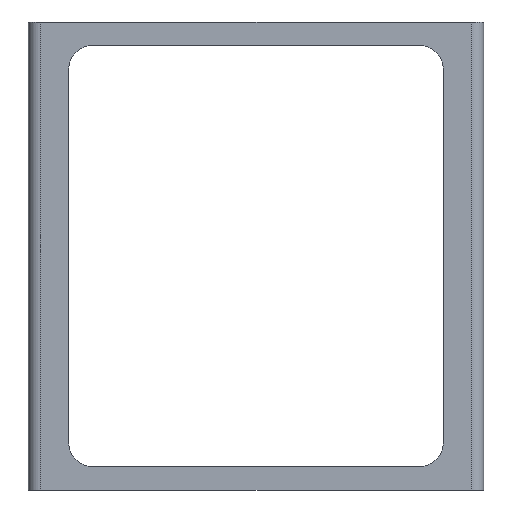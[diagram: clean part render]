
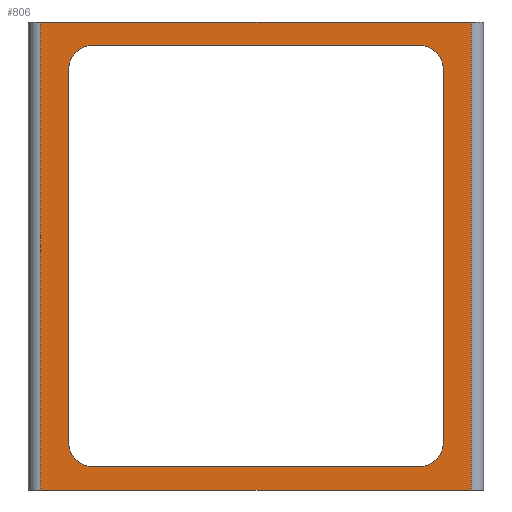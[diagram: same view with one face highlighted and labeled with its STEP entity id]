
A CAD part, left-side view. The second image highlights one B-rep face of the part: STEP entity #806.
In plain terms, the highlighted planar face has unit normal (-1, 0, 0).
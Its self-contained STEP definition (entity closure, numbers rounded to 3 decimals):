
#35=FACE_BOUND('',#165,.T.);
#56=PLANE('',#908);
#100=FACE_OUTER_BOUND('',#164,.T.);
#164=EDGE_LOOP('',(#715,#716,#717,#718));
#165=EDGE_LOOP('',(#719,#720,#721,#722,#723,#724,#725,#726));
#192=LINE('',#1243,#258);
#197=LINE('',#1257,#263);
#201=LINE('',#1269,#267);
#205=LINE('',#1281,#271);
#219=LINE('',#1333,#285);
#225=LINE('',#1354,#291);
#231=LINE('',#1371,#297);
#233=LINE('',#1374,#299);
#258=VECTOR('',#994,10.);
#263=VECTOR('',#1007,10.);
#267=VECTOR('',#1019,10.);
#271=VECTOR('',#1031,10.);
#285=VECTOR('',#1095,10.);
#291=VECTOR('',#1121,10.);
#297=VECTOR('',#1145,10.);
#299=VECTOR('',#1149,10.);
#319=CIRCLE('',#853,5.);
#321=CIRCLE('',#857,5.);
#323=CIRCLE('',#861,5.);
#325=CIRCLE('',#865,5.);
#378=VERTEX_POINT('',#1241);
#379=VERTEX_POINT('',#1242);
#382=VERTEX_POINT('',#1250);
#384=VERTEX_POINT('',#1256);
#386=VERTEX_POINT('',#1262);
#388=VERTEX_POINT('',#1268);
#390=VERTEX_POINT('',#1274);
#392=VERTEX_POINT('',#1280);
#404=VERTEX_POINT('',#1330);
#405=VERTEX_POINT('',#1332);
#409=VERTEX_POINT('',#1351);
#410=VERTEX_POINT('',#1353);
#454=EDGE_CURVE('',#378,#379,#192,.T.);
#458=EDGE_CURVE('',#382,#378,#319,.T.);
#461=EDGE_CURVE('',#384,#382,#197,.T.);
#464=EDGE_CURVE('',#386,#384,#321,.T.);
#467=EDGE_CURVE('',#388,#386,#201,.T.);
#470=EDGE_CURVE('',#390,#388,#323,.T.);
#473=EDGE_CURVE('',#392,#390,#205,.T.);
#476=EDGE_CURVE('',#379,#392,#325,.T.);
#500=EDGE_CURVE('',#405,#404,#219,.T.);
#510=EDGE_CURVE('',#410,#409,#225,.T.);
#519=EDGE_CURVE('',#409,#405,#231,.T.);
#521=EDGE_CURVE('',#404,#410,#233,.T.);
#715=ORIENTED_EDGE('',*,*,#500,.T.);
#716=ORIENTED_EDGE('',*,*,#521,.T.);
#717=ORIENTED_EDGE('',*,*,#510,.T.);
#718=ORIENTED_EDGE('',*,*,#519,.T.);
#719=ORIENTED_EDGE('',*,*,#454,.T.);
#720=ORIENTED_EDGE('',*,*,#476,.T.);
#721=ORIENTED_EDGE('',*,*,#473,.T.);
#722=ORIENTED_EDGE('',*,*,#470,.T.);
#723=ORIENTED_EDGE('',*,*,#467,.T.);
#724=ORIENTED_EDGE('',*,*,#464,.T.);
#725=ORIENTED_EDGE('',*,*,#461,.T.);
#726=ORIENTED_EDGE('',*,*,#458,.T.);
#806=ADVANCED_FACE('',(#100,#35),#56,.F.);
#853=AXIS2_PLACEMENT_3D('',#1251,#1000,#1001);
#857=AXIS2_PLACEMENT_3D('',#1263,#1012,#1013);
#861=AXIS2_PLACEMENT_3D('',#1275,#1024,#1025);
#865=AXIS2_PLACEMENT_3D('',#1286,#1036,#1037);
#908=AXIS2_PLACEMENT_3D('',#1373,#1147,#1148);
#994=DIRECTION('',(0.,0.,1.));
#1000=DIRECTION('center_axis',(1.,0.,0.));
#1001=DIRECTION('ref_axis',(0.,1.,0.));
#1007=DIRECTION('',(0.,1.,0.));
#1012=DIRECTION('center_axis',(1.,0.,0.));
#1013=DIRECTION('ref_axis',(0.,0.,-1.));
#1019=DIRECTION('',(0.,0.,-1.));
#1024=DIRECTION('center_axis',(1.,0.,0.));
#1025=DIRECTION('ref_axis',(0.,-1.,0.));
#1031=DIRECTION('',(0.,-1.,0.));
#1036=DIRECTION('center_axis',(1.,0.,0.));
#1037=DIRECTION('ref_axis',(0.,0.,1.));
#1095=DIRECTION('',(0.,0.,-1.));
#1121=DIRECTION('',(0.,0.,1.));
#1145=DIRECTION('',(0.,1.,0.));
#1147=DIRECTION('center_axis',(1.,0.,0.));
#1148=DIRECTION('ref_axis',(0.,1.,0.));
#1149=DIRECTION('',(0.,-1.,0.));
#1241=CARTESIAN_POINT('',(0.,88.2,-89.5));
#1242=CARTESIAN_POINT('',(0.,88.2,-10.));
#1243=CARTESIAN_POINT('',(0.,88.2,-69.625));
#1250=CARTESIAN_POINT('',(0.,83.2,-94.5));
#1251=CARTESIAN_POINT('Origin',(0.,83.2,-89.5));
#1256=CARTESIAN_POINT('',(0.,13.6,-94.5));
#1257=CARTESIAN_POINT('',(0.,31.,-94.5));
#1262=CARTESIAN_POINT('',(0.,8.6,-89.5));
#1263=CARTESIAN_POINT('Origin',(0.,13.6,-89.5));
#1268=CARTESIAN_POINT('',(0.,8.6,-10.));
#1269=CARTESIAN_POINT('',(0.,8.6,-29.875));
#1274=CARTESIAN_POINT('',(0.,13.6,-5.));
#1275=CARTESIAN_POINT('Origin',(0.,13.6,-10.));
#1280=CARTESIAN_POINT('',(0.,83.2,-5.));
#1281=CARTESIAN_POINT('',(0.,65.8,-5.));
#1286=CARTESIAN_POINT('Origin',(0.,83.2,-10.));
#1330=CARTESIAN_POINT('',(0.,94.2,-99.5));
#1332=CARTESIAN_POINT('',(0.,94.2,0.));
#1333=CARTESIAN_POINT('',(0.,94.2,-74.625));
#1351=CARTESIAN_POINT('',(0.,2.6,0.));
#1353=CARTESIAN_POINT('',(0.,2.6,-99.5));
#1354=CARTESIAN_POINT('',(0.,2.6,-24.875));
#1371=CARTESIAN_POINT('',(0.,0.,0.));
#1373=CARTESIAN_POINT('Origin',(0.,48.4,-49.75));
#1374=CARTESIAN_POINT('',(0.,96.8,-99.5));
